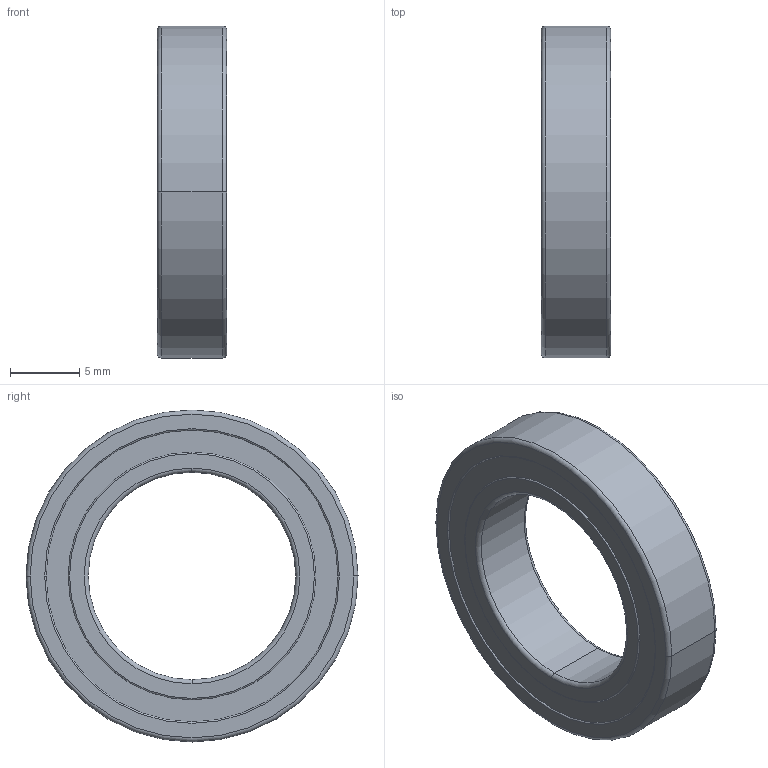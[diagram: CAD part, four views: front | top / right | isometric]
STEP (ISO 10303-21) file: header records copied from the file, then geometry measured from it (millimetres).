
FILE_DESCRIPTION (( 'STEP AP214' ), '1' );
FILE_NAME ('6802 2rs-.step', '2025-02-11T16:53:30', ( '' ), ( '' ), 'SwSTEP 2.0', 'SolidWorks 2022', '' );
FILE_SCHEMA (( 'AUTOMOTIVE_DESIGN' ));
Length unit declared in the file: millimetre
Products named in the file (6): 6802 2rs; 6802 Cage; 6802 Outer race; 6802 2rs-; 6802 Inner race; 6802 ball
Assembly tree (19 placements, depth 2):
  6802 2rs-
    6802 Inner race
    6802 Outer race
    6802 ball  x14
    6802 Cage
    6802 2rs  x2
Bounding box: 5 x 24 x 24 mm (x, y, z)
Volume: 1110.7 mm3; surface area: 2809.2 mm2
Topology: 34 solids, 34 shells, 546 faces, 1574 edges, 1036 vertices
Faces by surface type: torus 146, sphere 140, cylinder 112, plane 92, bspline 56
Entity records: 20717 total; most frequent: CARTESIAN_POINT 6270, ORIENTED_EDGE 2820, DIRECTION 2656, EDGE_CURVE 1410, AXIS2_PLACEMENT_3D 1274, VERTEX_POINT 960, CIRCLE 794, EDGE_LOOP 604
